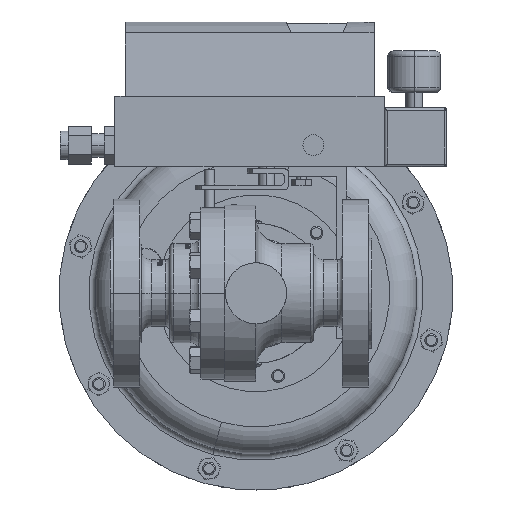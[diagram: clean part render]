
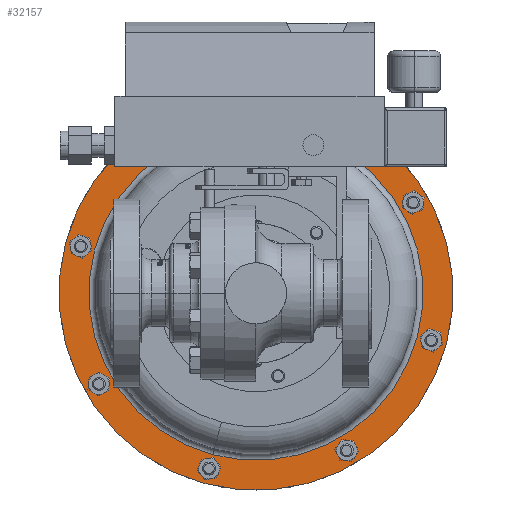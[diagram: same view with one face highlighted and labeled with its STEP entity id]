
A CAD part, front view. The second image highlights one B-rep face of the part: STEP entity #32157.
In plain terms, the highlighted planar face has unit normal (0, -1, 0).
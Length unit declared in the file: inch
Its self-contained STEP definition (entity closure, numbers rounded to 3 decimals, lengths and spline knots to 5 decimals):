
#602 = AXIS2_PLACEMENT_3D ( 'NONE', #11430, #48903, #24255 ) ;
#2123 = DIRECTION ( 'NONE',  ( 0., 1., 0. ) ) ;
#4525 = ORIENTED_EDGE ( 'NONE', *, *, #46647, .T. ) ;
#5654 = CARTESIAN_POINT ( 'NONE',  ( 1.22939, 9.2025, 4.58815 ) ) ;
#7164 = PLANE ( 'NONE',  #602 ) ;
#7830 = EDGE_LOOP ( 'NONE', ( #15725, #27196 ) ) ;
#7852 = CARTESIAN_POINT ( 'NONE',  ( 1.04278, 9.2025, 3.89172 ) ) ;
#8282 = FACE_BOUND ( 'NONE', #8844, .T. ) ;
#8844 = EDGE_LOOP ( 'NONE', ( #4525, #34357 ) ) ;
#11430 = CARTESIAN_POINT ( 'NONE',  ( -4.58815, 9.2025, 1.22939 ) ) ;
#14187 = AXIS2_PLACEMENT_3D ( 'NONE', #16410, #45515, #20717 ) ;
#14644 = VERTEX_POINT ( 'NONE', #5654 ) ;
#15725 = ORIENTED_EDGE ( 'NONE', *, *, #20734, .F. ) ;
#16410 = CARTESIAN_POINT ( 'NONE',  ( 0., 9.2025, 0. ) ) ;
#17712 = VERTEX_POINT ( 'NONE', #33624 ) ;
#18360 = CIRCLE ( 'NONE', #29898, 4.75 ) ;
#20717 = DIRECTION ( 'NONE',  ( -0.259, 0., -0.966 ) ) ;
#20734 = EDGE_CURVE ( 'NONE', #17712, #14644, #50855, .T. ) ;
#21029 = VERTEX_POINT ( 'NONE', #7852 ) ;
#21448 = DIRECTION ( 'NONE',  ( 0., 1., 0. ) ) ;
#24255 = DIRECTION ( 'NONE',  ( 0.259, 0., 0.966 ) ) ;
#24714 = CIRCLE ( 'NONE', #26626, 4.029 ) ;
#24966 = CARTESIAN_POINT ( 'NONE',  ( 0., 9.2025, 0. ) ) ;
#26626 = AXIS2_PLACEMENT_3D ( 'NONE', #46198, #21448, #50283 ) ;
#27196 = ORIENTED_EDGE ( 'NONE', *, *, #51184, .F. ) ;
#27471 = CARTESIAN_POINT ( 'NONE',  ( 0., 9.2025, 0. ) ) ;
#29152 = DIRECTION ( 'NONE',  ( -0.259, 0., -0.966 ) ) ;
#29898 = AXIS2_PLACEMENT_3D ( 'NONE', #24966, #53723, #29152 ) ;
#31640 = DIRECTION ( 'NONE',  ( -0.259, 0., -0.966 ) ) ;
#32157 = ADVANCED_FACE ( 'NONE', ( #8282, #41669 ), #7164, .T. ) ;
#33624 = CARTESIAN_POINT ( 'NONE',  ( -1.22939, 9.2025, -4.58815 ) ) ;
#34357 = ORIENTED_EDGE ( 'NONE', *, *, #34474, .T. ) ;
#34474 = EDGE_CURVE ( 'NONE', #21029, #36750, #44059, .T. ) ;
#36750 = VERTEX_POINT ( 'NONE', #43939 ) ;
#41669 = FACE_OUTER_BOUND ( 'NONE', #7830, .T. ) ;
#43193 = AXIS2_PLACEMENT_3D ( 'NONE', #27471, #2123, #31640 ) ;
#43939 = CARTESIAN_POINT ( 'NONE',  ( -1.04278, 9.2025, -3.89172 ) ) ;
#44059 = CIRCLE ( 'NONE', #14187, 4.029 ) ;
#45515 = DIRECTION ( 'NONE',  ( 0., 1., 0. ) ) ;
#46198 = CARTESIAN_POINT ( 'NONE',  ( 0., 9.2025, 0. ) ) ;
#46647 = EDGE_CURVE ( 'NONE', #36750, #21029, #24714, .T. ) ;
#48903 = DIRECTION ( 'NONE',  ( 0., -1., 0. ) ) ;
#50283 = DIRECTION ( 'NONE',  ( -0.259, 0., -0.966 ) ) ;
#50855 = CIRCLE ( 'NONE', #43193, 4.75 ) ;
#51184 = EDGE_CURVE ( 'NONE', #14644, #17712, #18360, .T. ) ;
#53723 = DIRECTION ( 'NONE',  ( 0., 1., 0. ) ) ;
